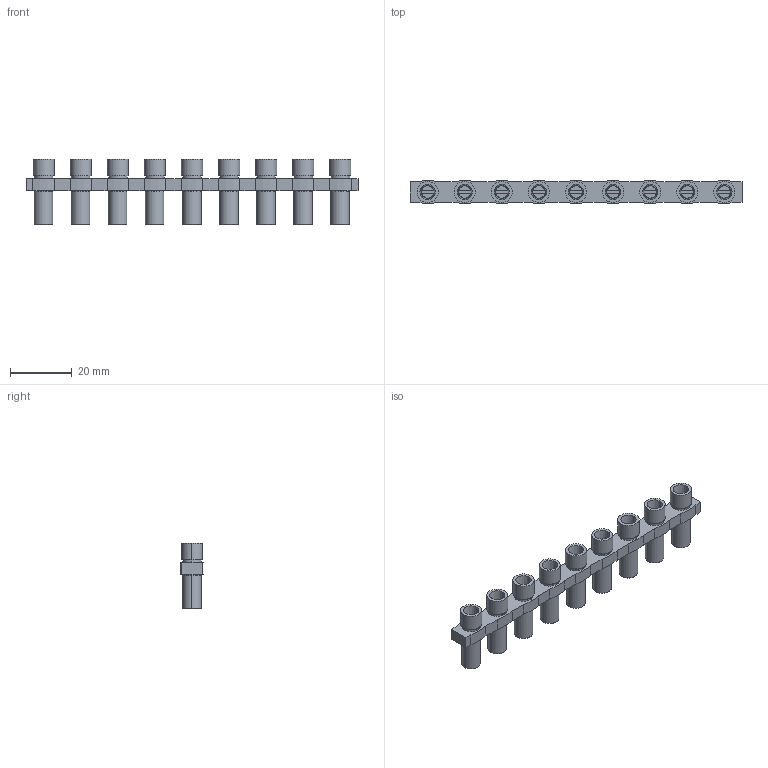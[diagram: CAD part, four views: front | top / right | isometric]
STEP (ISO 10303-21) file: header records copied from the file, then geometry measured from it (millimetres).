
FILE_DESCRIPTION (( 'STEP AP203' ), '1' );
FILE_NAME ('9''LU - MRK 16 ÜST KÖPRÜ VÝDALI.STEP', '2020-03-26T07:38:21', ( '' ), ( '' ), 'SwSTEP 2.0', 'SolidWorks 2011', '' );
FILE_SCHEMA (( 'CONFIG_CONTROL_DESIGN' ));
Length unit declared in the file: millimetre
Products named in the file (1): 9''LU - MRK 16 ÜST KÖPRÜ VÝDALI
Bounding box: 107.4 x 7.32 x 21.2 mm (x, y, z)
Volume: 6896.8 mm3; surface area: 7692.8 mm2
Topology: 1 solids, 10 shells, 426 faces, 987 edges, 646 vertices
Faces by surface type: cylinder 148, plane 143, bspline 81, cone 54
Entity records: 13461 total; most frequent: CARTESIAN_POINT 3860, DIRECTION 2020, ORIENTED_EDGE 1974, EDGE_CURVE 987, AXIS2_PLACEMENT_3D 858, VERTEX_POINT 646, CIRCLE 512, EDGE_LOOP 509
